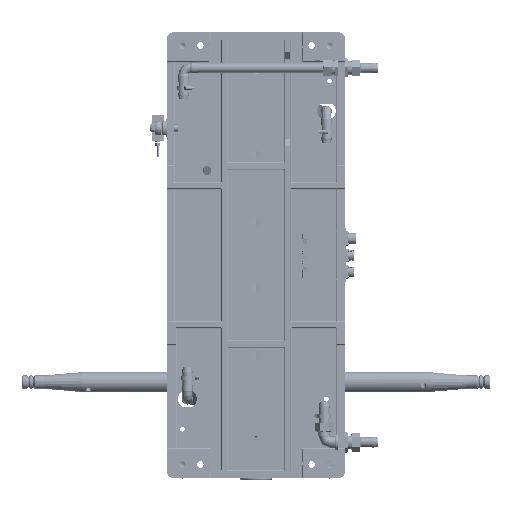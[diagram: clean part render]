
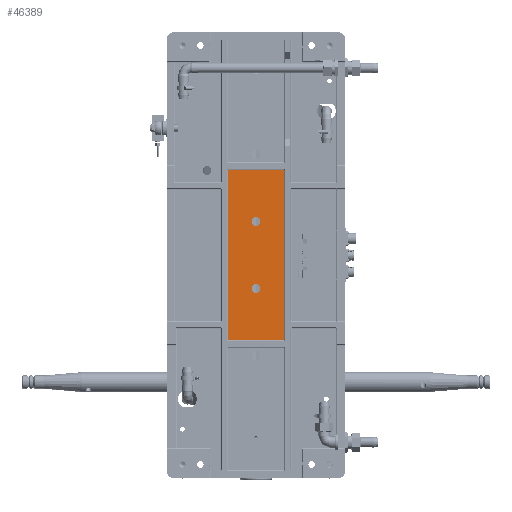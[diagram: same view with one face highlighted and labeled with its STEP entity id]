
A CAD part, front view. The second image highlights one B-rep face of the part: STEP entity #46389.
In plain terms, the highlighted planar face has unit normal (0, -1, 0).
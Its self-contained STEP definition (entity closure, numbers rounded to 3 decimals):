
#1678 = CIRCLE ( 'NONE', #49530, 10. ) ;
#3557 = VERTEX_POINT ( 'NONE', #74606 ) ;
#6908 = VERTEX_POINT ( 'NONE', #36946 ) ;
#8438 = DIRECTION ( 'NONE',  ( -1., 0., 0. ) ) ;
#14055 = FACE_OUTER_BOUND ( 'NONE', #86872, .T. ) ;
#17991 = LINE ( 'NONE', #105015, #38605 ) ;
#19301 = ORIENTED_EDGE ( 'NONE', *, *, #27793, .T. ) ;
#26226 = DIRECTION ( 'NONE',  ( 0., -1., 0. ) ) ;
#27793 = EDGE_CURVE ( 'NONE', #46545, #6908, #17991, .T. ) ;
#31879 = FACE_BOUND ( 'NONE', #69487, .T. ) ;
#32931 = VERTEX_POINT ( 'NONE', #103788 ) ;
#35717 = CARTESIAN_POINT ( 'NONE',  ( 62., -211., -104. ) ) ;
#36907 = DIRECTION ( 'NONE',  ( 0., -1., 0. ) ) ;
#36946 = CARTESIAN_POINT ( 'NONE',  ( -62., -211., -104. ) ) ;
#37899 = DIRECTION ( 'NONE',  ( 0., -1., 0. ) ) ;
#38605 = VECTOR ( 'NONE', #8438, 1000. ) ;
#45498 = VECTOR ( 'NONE', #103450, 1000. ) ;
#46192 = LINE ( 'NONE', #91563, #66739 ) ;
#46389 = ADVANCED_FACE ( 'NONE', ( #99082, #31879, #14055 ), #90395, .T. ) ;
#46545 = VERTEX_POINT ( 'NONE', #57726 ) ;
#49530 = AXIS2_PLACEMENT_3D ( 'NONE', #89367, #36907, #98211 ) ;
#54438 = ORIENTED_EDGE ( 'NONE', *, *, #56749, .T. ) ;
#56749 = EDGE_CURVE ( 'NONE', #32931, #87285, #92170, .T. ) ;
#57726 = CARTESIAN_POINT ( 'NONE',  ( 62., -211., -104. ) ) ;
#58641 = ORIENTED_EDGE ( 'NONE', *, *, #68232, .F. ) ;
#60343 = LINE ( 'NONE', #35717, #107043 ) ;
#61529 = EDGE_CURVE ( 'NONE', #6908, #32931, #46192, .T. ) ;
#63989 = CARTESIAN_POINT ( 'NONE',  ( 62., -211., -486. ) ) ;
#65051 = VERTEX_POINT ( 'NONE', #110097 ) ;
#66739 = VECTOR ( 'NONE', #100379, 1000. ) ;
#67482 = ORIENTED_EDGE ( 'NONE', *, *, #88645, .T. ) ;
#67922 = ORIENTED_EDGE ( 'NONE', *, *, #98871, .F. ) ;
#68232 = EDGE_CURVE ( 'NONE', #65051, #65051, #100655, .T. ) ;
#69487 = EDGE_LOOP ( 'NONE', ( #67922 ) ) ;
#70906 = AXIS2_PLACEMENT_3D ( 'NONE', #72696, #37899, #99203 ) ;
#72696 = CARTESIAN_POINT ( 'NONE',  ( -85., -211., -760. ) ) ;
#74491 = ORIENTED_EDGE ( 'NONE', *, *, #61529, .T. ) ;
#74606 = CARTESIAN_POINT ( 'NONE',  ( 0., -211., -210. ) ) ;
#78708 = CARTESIAN_POINT ( 'NONE',  ( 0., -211., -370. ) ) ;
#86872 = EDGE_LOOP ( 'NONE', ( #67482, #19301, #74491, #54438 ) ) ;
#87285 = VERTEX_POINT ( 'NONE', #63989 ) ;
#87594 = DIRECTION ( 'NONE',  ( 0., 0., 1. ) ) ;
#88440 = AXIS2_PLACEMENT_3D ( 'NONE', #78708, #26226, #87594 ) ;
#88645 = EDGE_CURVE ( 'NONE', #87285, #46545, #60343, .T. ) ;
#89367 = CARTESIAN_POINT ( 'NONE',  ( 0., -211., -220. ) ) ;
#90395 = PLANE ( 'NONE',  #70906 ) ;
#91563 = CARTESIAN_POINT ( 'NONE',  ( -62., -211., -486. ) ) ;
#92170 = LINE ( 'NONE', #112241, #45498 ) ;
#97015 = DIRECTION ( 'NONE',  ( 0., 0., 1. ) ) ;
#97961 = EDGE_LOOP ( 'NONE', ( #58641 ) ) ;
#98211 = DIRECTION ( 'NONE',  ( 0., 0., 1. ) ) ;
#98871 = EDGE_CURVE ( 'NONE', #3557, #3557, #1678, .T. ) ;
#99082 = FACE_BOUND ( 'NONE', #97961, .T. ) ;
#99203 = DIRECTION ( 'NONE',  ( 0., 0., 1. ) ) ;
#100379 = DIRECTION ( 'NONE',  ( 0., 0., -1. ) ) ;
#100655 = CIRCLE ( 'NONE', #88440, 10. ) ;
#103450 = DIRECTION ( 'NONE',  ( 1., 0., 0. ) ) ;
#103788 = CARTESIAN_POINT ( 'NONE',  ( -62., -211., -486. ) ) ;
#105015 = CARTESIAN_POINT ( 'NONE',  ( -62., -211., -104. ) ) ;
#107043 = VECTOR ( 'NONE', #97015, 1000. ) ;
#110097 = CARTESIAN_POINT ( 'NONE',  ( 0., -211., -360. ) ) ;
#112241 = CARTESIAN_POINT ( 'NONE',  ( 62., -211., -486. ) ) ;
